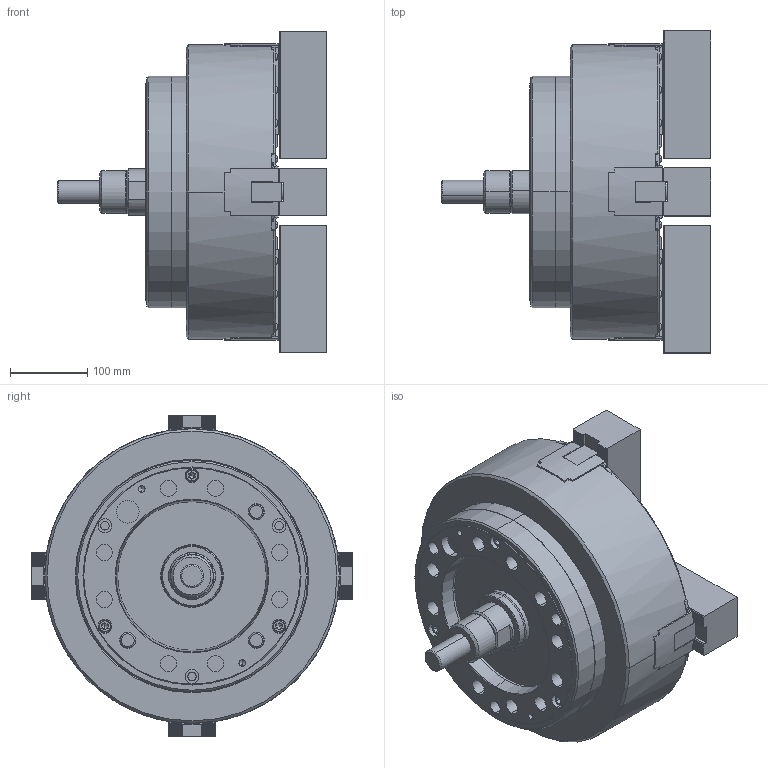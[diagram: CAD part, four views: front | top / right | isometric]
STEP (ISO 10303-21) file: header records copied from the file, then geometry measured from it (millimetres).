
FILE_DESCRIPTION (( 'STEP AP203' ), '1' );
FILE_NAME ('CF-4V-15A11.STEP', '2019-08-02T07:46:12', ( '' ), ( '' ), 'SwSTEP 2.0', 'SolidWorks 2016', '' );
FILE_SCHEMA (( 'CONFIG_CONTROL_DESIGN' ));
Length unit declared in the file: millimetre
Products named in the file (21): CF-4V-15A11; 圓頭內六角螺栓_M20x55; CF-4V-15-05000; 圓頭內六角螺栓_M20x50; CF-4V-15-06000; 3P-15連接管螺栓; CF-3V-15-05010; CF-3P-15-06000; 半圓頭六角孔螺栓_M6x12; CF-3P-15-05000; 圓頭內六角螺栓_M5x12; CF-4V-15-01000; CF-3V-15-11000; 半圓頭六角孔螺栓_M5x12; CF-4V-15-02000; 圓頭內六角螺栓_M20x120; 3V-15T形塊; CF-4V-15-03000; 圓頭內六角螺栓_M10x60; SJ-15P; CF-4V-15-04000
Assembly tree (85 placements, depth 2):
  CF-4V-15A11
    CF-4V-15-01000
    CF-4V-15-02000
    CF-4V-15-03000  x4
    CF-4V-15-04000
    CF-4V-15-05000  x4
    CF-4V-15-06000  x4
    CF-3V-15-05010  x4
    半圓頭六角孔螺栓_M6x12  x4
    圓頭內六角螺栓_M5x12  x8
    半圓頭六角孔螺栓_M5x12  x27
    3V-15T形塊  x4
    SJ-15P  x4
    圓頭內六角螺栓_M20x55  x4
    圓頭內六角螺栓_M20x50  x4
    3P-15連接管螺栓
    CF-3P-15-06000
    CF-3P-15-05000
    CF-3V-15-11000
    圓頭內六角螺栓_M20x120  x4
    圓頭內六角螺栓_M10x60  x3
Bounding box: 349.2 x 416.5 x 416.5 mm (x, y, z)
Volume: 17785003.2 mm3; surface area: 1672008 mm2
Topology: 93 solids, 93 shells, 8713 faces, 24216 edges, 15747 vertices
Faces by surface type: plane 6146, cylinder 2084, cone 409, torus 74
Entity records: 80637 total; most frequent: CARTESIAN_POINT 16114, ORIENTED_EDGE 13298, DIRECTION 11806, EDGE_CURVE 6649, VECTOR 4836, LINE 4836, VERTEX_POINT 4353, AXIS2_PLACEMENT_3D 3485
